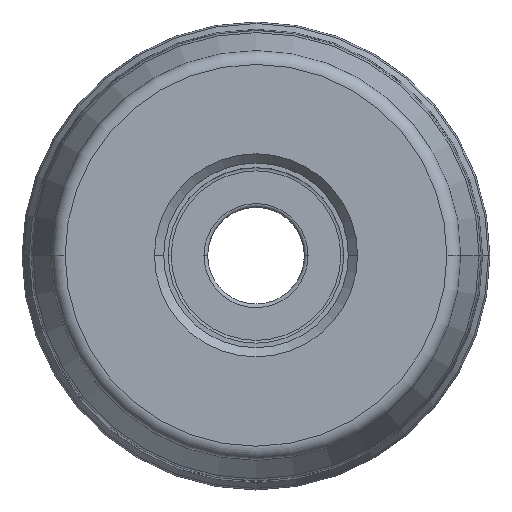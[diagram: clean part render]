
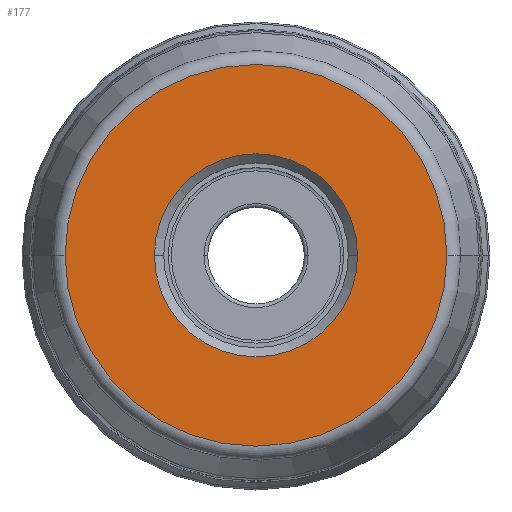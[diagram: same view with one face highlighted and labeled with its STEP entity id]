
A CAD part, top view. The second image highlights one B-rep face of the part: STEP entity #177.
In plain terms, the highlighted planar face has unit normal (0, 0, 1).
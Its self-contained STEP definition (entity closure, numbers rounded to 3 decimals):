
#73=PLANE('',#1790);
#83=FACE_BOUND('',#359,.T.);
#84=FACE_BOUND('',#360,.T.);
#177=ADVANCED_FACE('',(#83,#84),#73,.F.);
#359=EDGE_LOOP('',(#654,#655,#656,#657));
#360=EDGE_LOOP('',(#658,#659,#660,#661));
#654=ORIENTED_EDGE('',*,*,#1116,.T.);
#655=ORIENTED_EDGE('',*,*,#1122,.T.);
#656=ORIENTED_EDGE('',*,*,#1121,.T.);
#657=ORIENTED_EDGE('',*,*,#1117,.T.);
#658=ORIENTED_EDGE('',*,*,#1123,.T.);
#659=ORIENTED_EDGE('',*,*,#1124,.T.);
#660=ORIENTED_EDGE('',*,*,#1125,.T.);
#661=ORIENTED_EDGE('',*,*,#1126,.T.);
#923=VERTEX_POINT('',#2778);
#924=VERTEX_POINT('',#2780);
#925=VERTEX_POINT('',#2782);
#927=VERTEX_POINT('',#2789);
#928=VERTEX_POINT('',#2793);
#929=VERTEX_POINT('',#2794);
#930=VERTEX_POINT('',#2796);
#931=VERTEX_POINT('',#2798);
#1116=EDGE_CURVE('',#924,#923,#1319,.T.);
#1117=EDGE_CURVE('',#925,#924,#1320,.T.);
#1121=EDGE_CURVE('',#927,#925,#1324,.T.);
#1122=EDGE_CURVE('',#923,#927,#1325,.T.);
#1123=EDGE_CURVE('',#928,#929,#1326,.T.);
#1124=EDGE_CURVE('',#929,#930,#1327,.T.);
#1125=EDGE_CURVE('',#930,#931,#1328,.T.);
#1126=EDGE_CURVE('',#931,#928,#1329,.T.);
#1319=CIRCLE('',#1777,20.725);
#1320=CIRCLE('',#1778,20.725);
#1324=CIRCLE('',#1783,20.725);
#1325=CIRCLE('',#1784,20.725);
#1326=CIRCLE('',#1786,11.025);
#1327=CIRCLE('',#1787,11.025);
#1328=CIRCLE('',#1788,11.025);
#1329=CIRCLE('',#1789,11.025);
#1777=AXIS2_PLACEMENT_3D('',#2779,#2258,#2259);
#1778=AXIS2_PLACEMENT_3D('',#2781,#2260,#2261);
#1783=AXIS2_PLACEMENT_3D('',#2788,#2270,#2271);
#1784=AXIS2_PLACEMENT_3D('',#2790,#2272,#2273);
#1786=AXIS2_PLACEMENT_3D('',#2792,#2276,#2277);
#1787=AXIS2_PLACEMENT_3D('',#2795,#2278,#2279);
#1788=AXIS2_PLACEMENT_3D('',#2797,#2280,#2281);
#1789=AXIS2_PLACEMENT_3D('',#2799,#2282,#2283);
#1790=AXIS2_PLACEMENT_3D('',#2800,#2284,#2285);
#2258=DIRECTION('',(0.,0.,1.));
#2259=DIRECTION('',(-1.,0.001,0.));
#2260=DIRECTION('',(0.,0.,1.));
#2261=DIRECTION('',(1.,0.,0.));
#2270=DIRECTION('',(0.,0.,1.));
#2271=DIRECTION('',(1.,-0.001,0.));
#2272=DIRECTION('',(0.,0.,1.));
#2273=DIRECTION('',(-1.,0.,0.));
#2276=DIRECTION('',(0.,0.,-1.));
#2277=DIRECTION('',(0.,-1.,0.));
#2278=DIRECTION('',(0.,0.,-1.));
#2279=DIRECTION('',(-1.,0.,0.));
#2280=DIRECTION('',(0.,0.,-1.));
#2281=DIRECTION('',(0.,1.,0.));
#2282=DIRECTION('',(0.,0.,-1.));
#2283=DIRECTION('',(1.,0.,0.));
#2284=DIRECTION('',(0.,0.,-1.));
#2285=DIRECTION('',(1.,0.,0.));
#2778=CARTESIAN_POINT('',(-20.725,0.,0.));
#2779=CARTESIAN_POINT('',(0.,0.,0.));
#2780=CARTESIAN_POINT('',(-20.725,0.02,0.));
#2781=CARTESIAN_POINT('',(0.,0.,0.));
#2782=CARTESIAN_POINT('',(20.725,0.,0.));
#2788=CARTESIAN_POINT('',(0.,0.,0.));
#2789=CARTESIAN_POINT('',(20.725,-0.02,0.));
#2790=CARTESIAN_POINT('',(0.,0.,0.));
#2792=CARTESIAN_POINT('',(0.,0.,0.));
#2793=CARTESIAN_POINT('',(0.,-11.025,0.));
#2794=CARTESIAN_POINT('',(-11.025,0.,0.));
#2795=CARTESIAN_POINT('',(0.,0.,0.));
#2796=CARTESIAN_POINT('',(0.,11.025,0.));
#2797=CARTESIAN_POINT('',(0.,0.,0.));
#2798=CARTESIAN_POINT('',(11.025,0.,0.));
#2799=CARTESIAN_POINT('',(0.,0.,0.));
#2800=CARTESIAN_POINT('',(0.,0.,0.));
